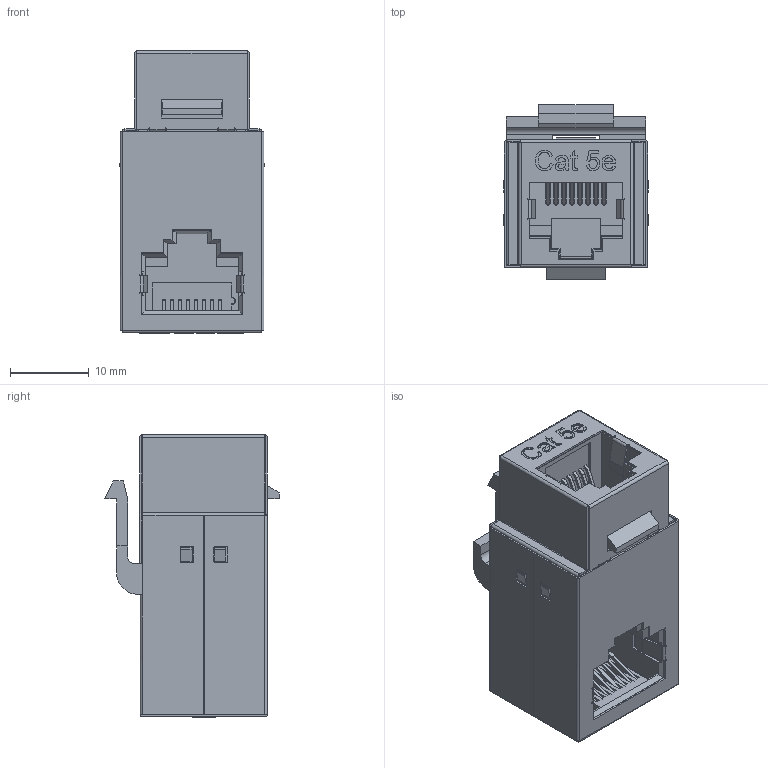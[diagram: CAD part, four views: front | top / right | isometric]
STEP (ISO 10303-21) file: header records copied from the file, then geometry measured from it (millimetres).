
FILE_DESCRIPTION (( 'STEP AP203' ), '1' );
FILE_NAME ('TDG1026KCS-R5E.STEP', '2013-07-12T20:20:31', ( 'x' ), ( '' ), 'SwSTEP 2.0', 'SolidWorks 2012', '' );
FILE_SCHEMA (( 'CONFIG_CONTROL_DESIGN' ));
Length unit declared in the file: inch
Products named in the file (15): TDG1026KCS-R5E; TDG1026KC-R5E-MA2; TDG1026KC-R5E-MA4___; 1AG02-003; 1AG02-004___; 1AG01-052___; TDG1026KC-R5E-MA3___; 1AG02-001___; 1AG02-002___; 1AG01-051___; 1AG01-008; 1BC01-009; 1AG02-006; 1AG02-005; 1AG01-011
Assembly tree (26 placements, depth 4):
  TDG1026KCS-R5E
    1AG01-011
    1AG02-005
    1AG02-006
    TDG1026KC-R5E-MA2
      1BC01-009
      1AG01-008
      TDG1026KC-R5E-MA3___
        1AG01-051___
        1AG02-002___  x4
        1AG02-001___  x4
      TDG1026KC-R5E-MA4___
        1AG01-052___
        1AG02-004___  x4
        1AG02-003  x4
Bounding box: 18.39 x 22.2 x 35.84 mm (x, y, z)
Volume: 5558.5 mm3; surface area: 14556 mm2
Topology: 23 solids, 23 shells, 1774 faces, 4555 edges, 2870 vertices
Faces by surface type: plane 1237, cylinder 327, bspline 194, sphere 12, cone 4
Entity records: 56536 total; most frequent: CARTESIAN_POINT 18285, ORIENTED_EDGE 7898, DIRECTION 6773, EDGE_CURVE 3949, LINE 3025, VECTOR 3025, VERTEX_POINT 2522, AXIS2_PLACEMENT_3D 1874
